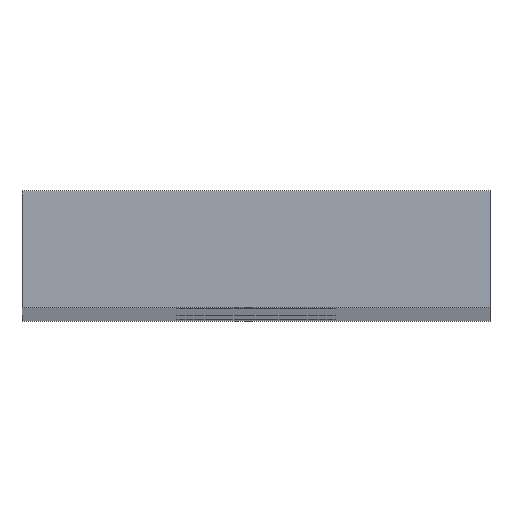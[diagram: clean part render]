
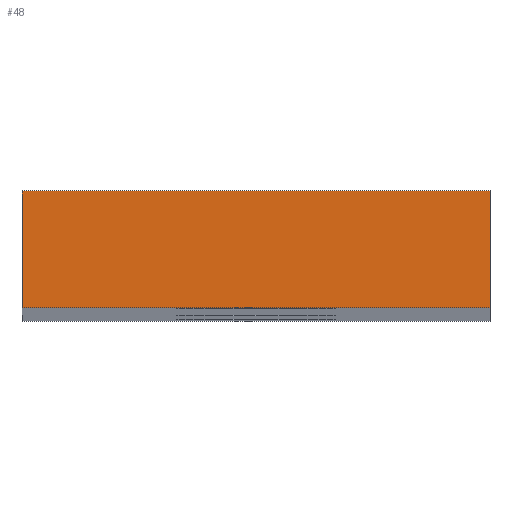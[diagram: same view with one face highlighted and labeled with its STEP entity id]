
A CAD part, top view. The second image highlights one B-rep face of the part: STEP entity #48.
In plain terms, the highlighted planar face has unit normal (0, 0, 1).
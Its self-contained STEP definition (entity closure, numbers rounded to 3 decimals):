
#48 = ADVANCED_FACE( '', ( #96 ), #97, .F. );
#96 = FACE_OUTER_BOUND( '', #145, .T. );
#97 = PLANE( '', #146 );
#145 = EDGE_LOOP( '', ( #211, #212, #213, #214 ) );
#146 = AXIS2_PLACEMENT_3D( '', #215, #216, #217 );
#211 = ORIENTED_EDGE( '', *, *, #268, .T. );
#212 = ORIENTED_EDGE( '', *, *, #249, .F. );
#213 = ORIENTED_EDGE( '', *, *, #269, .F. );
#214 = ORIENTED_EDGE( '', *, *, #265, .T. );
#215 = CARTESIAN_POINT( '', ( -4.899, 3.175, 583.136 ) );
#216 = DIRECTION( '', ( 0., 0., -1. ) );
#217 = DIRECTION( '', ( -1., 0., 0. ) );
#249 = EDGE_CURVE( '', #283, #278, #285, .T. );
#265 = EDGE_CURVE( '', #310, #308, #311, .T. );
#268 = EDGE_CURVE( '', #308, #278, #314, .T. );
#269 = EDGE_CURVE( '', #310, #283, #315, .T. );
#278 = VERTEX_POINT( '', #324 );
#283 = VERTEX_POINT( '', #331 );
#285 = LINE( '', #334, #335 );
#308 = VERTEX_POINT( '', #361 );
#310 = VERTEX_POINT( '', #364 );
#311 = LINE( '', #365, #366 );
#314 = LINE( '', #370, #371 );
#315 = LINE( '', #372, #373 );
#324 = CARTESIAN_POINT( '', ( 7.801, 0., 583.136 ) );
#331 = CARTESIAN_POINT( '', ( 7.801, 3.175, 583.136 ) );
#334 = CARTESIAN_POINT( '', ( 7.801, 3.175, 583.136 ) );
#335 = VECTOR( '', #385, 1000. );
#361 = CARTESIAN_POINT( '', ( -4.899, 0., 583.136 ) );
#364 = CARTESIAN_POINT( '', ( -4.899, 3.175, 583.136 ) );
#365 = CARTESIAN_POINT( '', ( -4.899, 3.175, 583.136 ) );
#366 = VECTOR( '', #408, 1000. );
#370 = CARTESIAN_POINT( '', ( -4.899, 0., 583.136 ) );
#371 = VECTOR( '', #410, 1000. );
#372 = CARTESIAN_POINT( '', ( -4.899, 3.175, 583.136 ) );
#373 = VECTOR( '', #411, 1000. );
#385 = DIRECTION( '', ( 0., -1., 0. ) );
#408 = DIRECTION( '', ( 0., -1., 0. ) );
#410 = DIRECTION( '', ( 1., 0., 0. ) );
#411 = DIRECTION( '', ( 1., 0., 0. ) );
